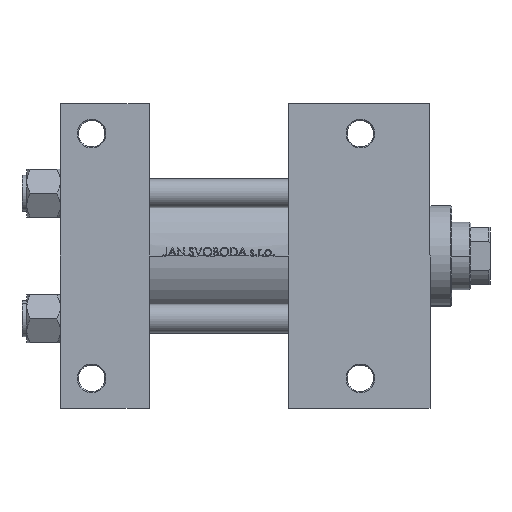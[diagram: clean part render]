
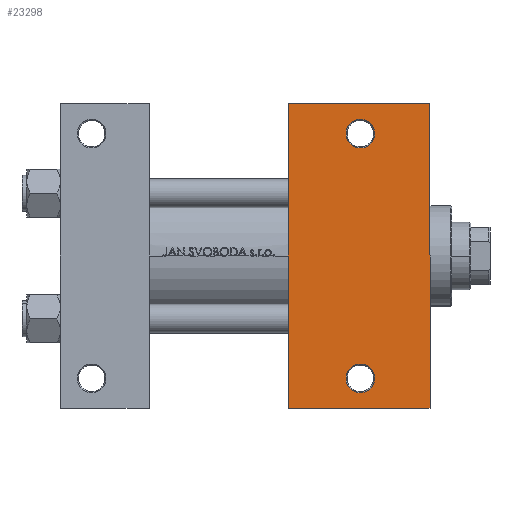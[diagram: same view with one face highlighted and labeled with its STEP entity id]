
A CAD part, front view. The second image highlights one B-rep face of the part: STEP entity #23298.
In plain terms, the highlighted face is planar.
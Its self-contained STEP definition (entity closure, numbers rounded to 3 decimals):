
#491 = FACE_BOUND ( 'NONE', #3592, .T. ) ;
#699 = CARTESIAN_POINT ( 'NONE',  ( 125., 51., -37.5 ) ) ;
#1352 = ORIENTED_EDGE ( 'NONE', *, *, #15678, .T. ) ;
#3592 = EDGE_LOOP ( 'NONE', ( #39203, #17411 ) ) ;
#3994 = VERTEX_POINT ( 'NONE', #43896 ) ;
#4046 = VERTEX_POINT ( 'NONE', #41478 ) ;
#4092 = DIRECTION ( 'NONE',  ( 0., 0., -1. ) ) ;
#4506 = VERTEX_POINT ( 'NONE', #46674 ) ;
#4868 = DIRECTION ( 'NONE',  ( 0., -1., 0. ) ) ;
#6101 = CARTESIAN_POINT ( 'NONE',  ( 125., 51., -37.5 ) ) ;
#7667 = LINE ( 'NONE', #41316, #21141 ) ;
#8184 = CARTESIAN_POINT ( 'NONE',  ( 95., -63.5, -37.5 ) ) ;
#9073 = DIRECTION ( 'NONE',  ( -1., 0., 0. ) ) ;
#9090 = EDGE_CURVE ( 'NONE', #24882, #3994, #20536, .T. ) ;
#11363 = ORIENTED_EDGE ( 'NONE', *, *, #35539, .T. ) ;
#12043 = CARTESIAN_POINT ( 'NONE',  ( 95., 63.5, -37.5 ) ) ;
#13071 = AXIS2_PLACEMENT_3D ( 'NONE', #19640, #15812, #9073 ) ;
#14791 = VERTEX_POINT ( 'NONE', #30841 ) ;
#15232 = VECTOR ( 'NONE', #37758, 1000. ) ;
#15633 = LINE ( 'NONE', #12043, #15232 ) ;
#15656 = VECTOR ( 'NONE', #4868, 1000. ) ;
#15678 = EDGE_CURVE ( 'NONE', #4506, #32089, #27557, .T. ) ;
#15812 = DIRECTION ( 'NONE',  ( 0., 0., 1. ) ) ;
#16155 = LINE ( 'NONE', #31299, #15656 ) ;
#17411 = ORIENTED_EDGE ( 'NONE', *, *, #26514, .T. ) ;
#19234 = PLANE ( 'NONE',  #38730 ) ;
#19460 = EDGE_LOOP ( 'NONE', ( #41200, #1352 ) ) ;
#19640 = CARTESIAN_POINT ( 'NONE',  ( 125., -51., -37.5 ) ) ;
#20065 = CIRCLE ( 'NONE', #13071, 5.999 ) ;
#20304 = EDGE_CURVE ( 'NONE', #4046, #42911, #16155, .T. ) ;
#20346 = DIRECTION ( 'NONE',  ( 0., 0., 1. ) ) ;
#20536 = CIRCLE ( 'NONE', #22050, 5.999 ) ;
#20991 = DIRECTION ( 'NONE',  ( 0., 0., 1. ) ) ;
#21141 = VECTOR ( 'NONE', #26900, 1000. ) ;
#21788 = EDGE_LOOP ( 'NONE', ( #42970, #11363, #23677, #27035 ) ) ;
#22050 = AXIS2_PLACEMENT_3D ( 'NONE', #6101, #20991, #31841 ) ;
#22236 = EDGE_CURVE ( 'NONE', #14791, #42341, #24668, .T. ) ;
#23298 = ADVANCED_FACE ( 'NONE', ( #491, #37271, #30544 ), #19234, .T. ) ;
#23677 = ORIENTED_EDGE ( 'NONE', *, *, #20304, .T. ) ;
#24668 = LINE ( 'NONE', #35717, #37960 ) ;
#24882 = VERTEX_POINT ( 'NONE', #30324 ) ;
#25279 = EDGE_CURVE ( 'NONE', #42911, #42341, #7667, .T. ) ;
#25859 = CARTESIAN_POINT ( 'NONE',  ( 154., -63.5, -37.5 ) ) ;
#25944 = DIRECTION ( 'NONE',  ( -1., 0., 0. ) ) ;
#26514 = EDGE_CURVE ( 'NONE', #3994, #24882, #35033, .T. ) ;
#26900 = DIRECTION ( 'NONE',  ( -1., 0., 0. ) ) ;
#27035 = ORIENTED_EDGE ( 'NONE', *, *, #25279, .T. ) ;
#27557 = CIRCLE ( 'NONE', #35201, 5.999 ) ;
#27580 = CARTESIAN_POINT ( 'NONE',  ( 125., -51., -37.5 ) ) ;
#27812 = DIRECTION ( 'NONE',  ( -1., 0., 0. ) ) ;
#30324 = CARTESIAN_POINT ( 'NONE',  ( 119.001, 51., -37.5 ) ) ;
#30544 = FACE_OUTER_BOUND ( 'NONE', #21788, .T. ) ;
#30841 = CARTESIAN_POINT ( 'NONE',  ( 95., 63.5, -37.5 ) ) ;
#31299 = CARTESIAN_POINT ( 'NONE',  ( 154., 37.5, -37.5 ) ) ;
#31841 = DIRECTION ( 'NONE',  ( -1., 0., 0. ) ) ;
#32089 = VERTEX_POINT ( 'NONE', #41700 ) ;
#33518 = AXIS2_PLACEMENT_3D ( 'NONE', #699, #35855, #25944 ) ;
#33687 = CARTESIAN_POINT ( 'NONE',  ( 154., 37.5, -37.5 ) ) ;
#35033 = CIRCLE ( 'NONE', #33518, 5.999 ) ;
#35201 = AXIS2_PLACEMENT_3D ( 'NONE', #27580, #20346, #27812 ) ;
#35539 = EDGE_CURVE ( 'NONE', #14791, #4046, #15633, .T. ) ;
#35717 = CARTESIAN_POINT ( 'NONE',  ( 95., 37.5, -37.5 ) ) ;
#35855 = DIRECTION ( 'NONE',  ( 0., 0., 1. ) ) ;
#37271 = FACE_BOUND ( 'NONE', #19460, .T. ) ;
#37758 = DIRECTION ( 'NONE',  ( 1., 0., 0. ) ) ;
#37960 = VECTOR ( 'NONE', #42459, 1000. ) ;
#38730 = AXIS2_PLACEMENT_3D ( 'NONE', #33687, #4092, #45203 ) ;
#39203 = ORIENTED_EDGE ( 'NONE', *, *, #9090, .T. ) ;
#41200 = ORIENTED_EDGE ( 'NONE', *, *, #43614, .T. ) ;
#41316 = CARTESIAN_POINT ( 'NONE',  ( 95., -63.5, -37.5 ) ) ;
#41478 = CARTESIAN_POINT ( 'NONE',  ( 154., 63.5, -37.5 ) ) ;
#41700 = CARTESIAN_POINT ( 'NONE',  ( 119.001, -51., -37.5 ) ) ;
#42341 = VERTEX_POINT ( 'NONE', #8184 ) ;
#42459 = DIRECTION ( 'NONE',  ( 0., -1., 0. ) ) ;
#42911 = VERTEX_POINT ( 'NONE', #25859 ) ;
#42970 = ORIENTED_EDGE ( 'NONE', *, *, #22236, .F. ) ;
#43614 = EDGE_CURVE ( 'NONE', #32089, #4506, #20065, .T. ) ;
#43896 = CARTESIAN_POINT ( 'NONE',  ( 130.999, 51., -37.5 ) ) ;
#45203 = DIRECTION ( 'NONE',  ( -1., 0., 0. ) ) ;
#46674 = CARTESIAN_POINT ( 'NONE',  ( 130.999, -51., -37.5 ) ) ;
